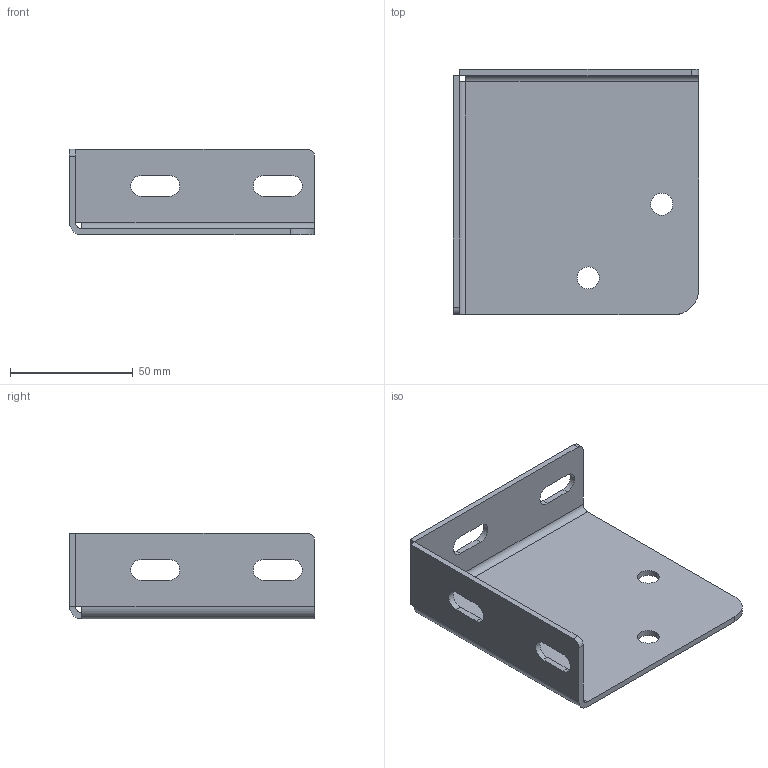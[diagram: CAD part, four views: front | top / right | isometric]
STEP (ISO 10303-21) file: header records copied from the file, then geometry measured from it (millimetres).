
FILE_DESCRIPTION(('Creo Elements/Direct Modeling STEP Export'),'2;1');
FILE_NAME('44.0175.8_Radwinkel-MMS-44_Rad-Durchm-160x200-chem.vernickelt.stp','2022-03-21T 8:58:44',(''),(''),'PTC Creo Elements/Direct Modeling STEP processor for AP214 (Solid Model)','PTC Creo Elements/Direct Modeling 19.0C 15-Aug-2015 (C) Parametric Technology GmbH','');
FILE_SCHEMA(('AUTOMOTIVE_DESIGN { 1 0 10303 214 1 1 1 1 }'));
Length unit declared in the file: millimetre
Products named in the file (1): Radwinkel-MMS-44_Rad-Durchm-160200-chem.vernickelt_44.0175.8_PX173524
Bounding box: 100 x 100 x 35 mm (x, y, z)
Volume: 38033.8 mm3; surface area: 32381.8 mm2
Topology: 1 solids, 1 shells, 43 faces, 115 edges, 74 vertices
Faces by surface type: plane 24, cylinder 19
Entity records: 1361 total; most frequent: DIRECTION 231, ORIENTED_EDGE 230, CARTESIAN_POINT 227, EDGE_CURVE 115, AXIS2_PLACEMENT_3D 78, VECTOR 75, LINE 75, VERTEX_POINT 74
